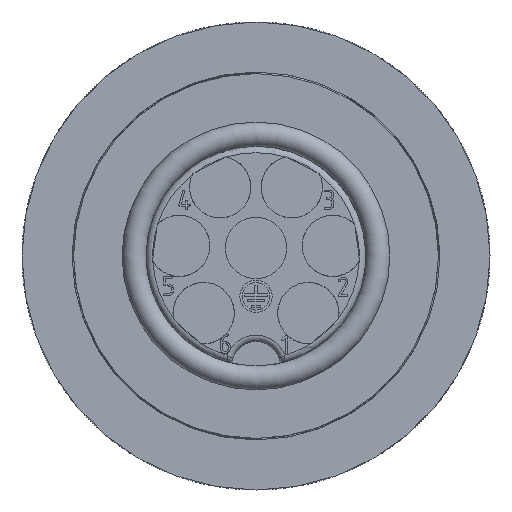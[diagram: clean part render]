
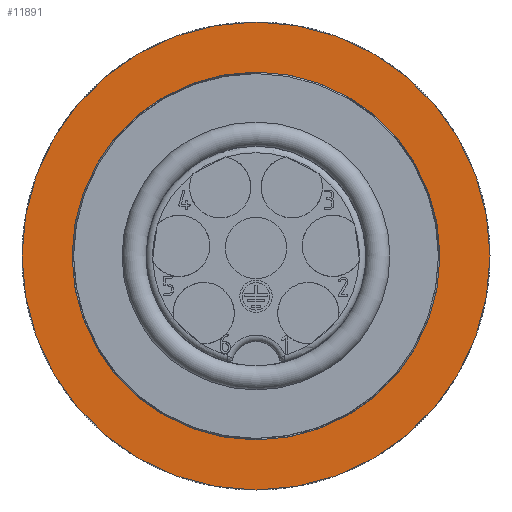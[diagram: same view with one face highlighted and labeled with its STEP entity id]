
A CAD part, left-side view. The second image highlights one B-rep face of the part: STEP entity #11891.
In plain terms, the highlighted planar face has unit normal (-1, 0, 0).
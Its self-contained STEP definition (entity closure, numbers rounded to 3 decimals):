
#2814=PLANE('',#14432);
#4149=EDGE_LOOP('',(#8128));
#4150=EDGE_LOOP('',(#8129));
#4698=CIRCLE('',#14427,14.5);
#4700=CIRCLE('',#14431,11.4);
#8128=ORIENTED_EDGE('',*,*,#10477,.T.);
#8129=ORIENTED_EDGE('',*,*,#10475,.F.);
#10475=EDGE_CURVE('',#13245,#13245,#4698,.T.);
#10477=EDGE_CURVE('',#13247,#13247,#4700,.T.);
#11891=ADVANCED_FACE('',(#12068,#12069),#2814,.T.);
#12068=FACE_BOUND('',#4149,.T.);
#12069=FACE_BOUND('',#4150,.T.);
#13245=VERTEX_POINT('',#22474);
#13247=VERTEX_POINT('',#22480);
#14427=AXIS2_PLACEMENT_3D('',#22473,#17468,#17469);
#14431=AXIS2_PLACEMENT_3D('',#22479,#17476,#17477);
#14432=AXIS2_PLACEMENT_3D('',#22481,#17478,#17479);
#17468=DIRECTION('',(1.,0.,0.));
#17469=DIRECTION('',(0.,0.,-1.));
#17476=DIRECTION('',(1.,0.,0.));
#17477=DIRECTION('',(0.,0.,-1.));
#17478=DIRECTION('',(-1.,0.,0.));
#17479=DIRECTION('',(0.,0.,1.));
#22473=CARTESIAN_POINT('',(-17.8,0.,0.));
#22474=CARTESIAN_POINT('',(-17.8,0.,-14.5));
#22479=CARTESIAN_POINT('',(-17.8,0.,0.));
#22480=CARTESIAN_POINT('',(-17.8,0.,-11.4));
#22481=CARTESIAN_POINT('',(-17.8,0.,0.));
